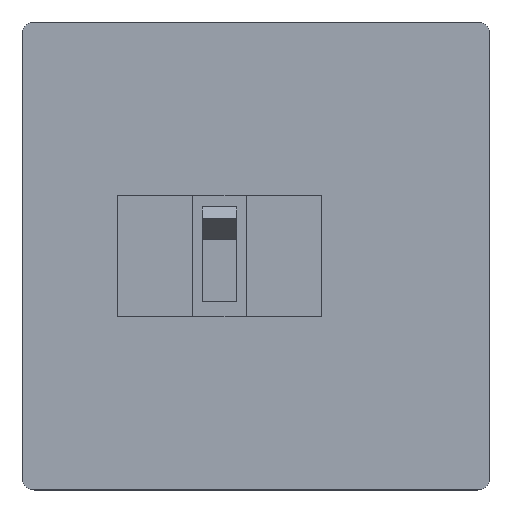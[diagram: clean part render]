
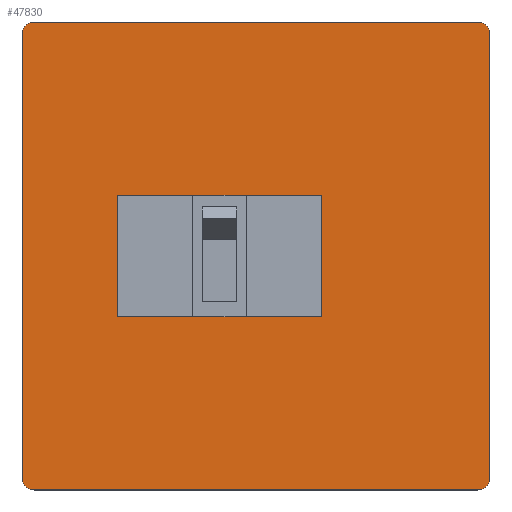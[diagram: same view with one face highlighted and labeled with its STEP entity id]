
A CAD part, top view. The second image highlights one B-rep face of the part: STEP entity #47830.
In plain terms, the highlighted planar face has unit normal (0, 0, 1).
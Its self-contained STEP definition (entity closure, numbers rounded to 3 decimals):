
#46740=CARTESIAN_POINT('',(122.,96.,
-22.));
#46750=DIRECTION('',(0.,0.,1.));
#46760=DIRECTION('',(0.,1.,0.));
#46770=AXIS2_PLACEMENT_3D('',#46740,#46750,#46760);
#46780=PLANE('',#46770);
#46790=CARTESIAN_POINT('',(88.,0.,-22.));
#46800=DIRECTION('',(0.,1.,0.));
#46810=VECTOR('',#46800,1.);
#46820=LINE('',#46790,#46810);
#46830=CARTESIAN_POINT('',(88.,-25.,
-22.));
#46840=VERTEX_POINT('',#46830);
#46850=CARTESIAN_POINT('',(88.,25.,
-22.));
#46860=VERTEX_POINT('',#46850);
#46870=EDGE_CURVE('',#46840,#46860,#46820,.T.);
#46880=ORIENTED_EDGE('',*,*,#46870,.F.);
#46890=CARTESIAN_POINT('',(0.,25.,-22.));
#46900=DIRECTION('',(-1.,0.,0.));
#46910=VECTOR('',#46900,1.);
#46920=LINE('',#46890,#46910);
#46930=CARTESIAN_POINT('',(4.,25.,
-22.));
#46940=VERTEX_POINT('',#46930);
#46950=EDGE_CURVE('',#46860,#46940,#46920,.T.);
#46960=ORIENTED_EDGE('',*,*,#46950,.F.);
#46970=CARTESIAN_POINT('',(4.,0.,-22.));
#46980=DIRECTION('',(0.,1.,0.));
#46990=VECTOR('',#46980,1.);
#47000=LINE('',#46970,#46990);
#47010=CARTESIAN_POINT('',(4.,-25.,
-22.));
#47020=VERTEX_POINT('',#47010);
#47030=EDGE_CURVE('',#47020,#46940,#47000,.T.);
#47040=ORIENTED_EDGE('',*,*,#47030,.T.);
#47050=CARTESIAN_POINT('',(0.,-25.,-22.));
#47060=DIRECTION('',(1.,0.,0.));
#47070=VECTOR('',#47060,1.);
#47080=LINE('',#47050,#47070);
#47090=EDGE_CURVE('',#47020,#46840,#47080,.T.);
#47100=ORIENTED_EDGE('',*,*,#47090,.F.);
#47110=EDGE_LOOP('',(#47100,#47040,#46960,#46880));
#47120=FACE_BOUND('',#47110,.T.);
#47130=CARTESIAN_POINT('',(152.,91.,
-22.));
#47140=DIRECTION('',(0.,0.,1.));
#47150=DIRECTION('',(1.,0.,0.));
#47160=AXIS2_PLACEMENT_3D('',#47130,#47140,#47150);
#47170=CIRCLE('',#47160,5.);
#47180=CARTESIAN_POINT('',(157.,91.,
-22.));
#47190=VERTEX_POINT('',#47180);
#47200=CARTESIAN_POINT('',(152.,96.,
-22.));
#47210=VERTEX_POINT('',#47200);
#47220=EDGE_CURVE('',#47190,#47210,#47170,.T.);
#47230=ORIENTED_EDGE('',*,*,#47220,.T.);
#47240=CARTESIAN_POINT('',(157.,96.,
-22.));
#47250=DIRECTION('',(0.,-1.,0.));
#47260=VECTOR('',#47250,1.);
#47270=LINE('',#47240,#47260);
#47280=CARTESIAN_POINT('',(157.,-91.,
-22.));
#47290=VERTEX_POINT('',#47280);
#47300=EDGE_CURVE('',#47190,#47290,#47270,.T.);
#47310=ORIENTED_EDGE('',*,*,#47300,.F.);
#47320=CARTESIAN_POINT('',(152.,-91.,
-22.));
#47330=DIRECTION('',(0.,0.,-1.));
#47340=DIRECTION('',(-1.,0.,0.));
#47350=AXIS2_PLACEMENT_3D('',#47320,#47330,#47340);
#47360=CIRCLE('',#47350,5.);
#47370=CARTESIAN_POINT('',(152.,-96.,
-22.));
#47380=VERTEX_POINT('',#47370);
#47390=EDGE_CURVE('',#47290,#47380,#47360,.T.);
#47400=ORIENTED_EDGE('',*,*,#47390,.F.);
#47410=CARTESIAN_POINT('',(122.,-96.,
-22.));
#47420=DIRECTION('',(1.,0.,0.));
#47430=VECTOR('',#47420,1.);
#47440=LINE('',#47410,#47430);
#47450=CARTESIAN_POINT('',(-30.,-96.,
-22.));
#47460=VERTEX_POINT('',#47450);
#47470=EDGE_CURVE('',#47460,#47380,#47440,.T.);
#47480=ORIENTED_EDGE('',*,*,#47470,.T.);
#47490=CARTESIAN_POINT('',(-30.,-91.,
-22.));
#47500=DIRECTION('',(0.,0.,-1.));
#47510=DIRECTION('',(-1.,0.,0.));
#47520=AXIS2_PLACEMENT_3D('',#47490,#47500,#47510);
#47530=CIRCLE('',#47520,5.);
#47540=CARTESIAN_POINT('',(-35.,-91.,
-22.));
#47550=VERTEX_POINT('',#47540);
#47560=EDGE_CURVE('',#47460,#47550,#47530,.T.);
#47570=ORIENTED_EDGE('',*,*,#47560,.F.);
#47580=CARTESIAN_POINT('',(-35.,0.,-22.));
#47590=DIRECTION('',(0.,1.,0.));
#47600=VECTOR('',#47590,1.);
#47610=LINE('',#47580,#47600);
#47620=CARTESIAN_POINT('',(-35.,91.,
-22.));
#47630=VERTEX_POINT('',#47620);
#47640=EDGE_CURVE('',#47550,#47630,#47610,.T.);
#47650=ORIENTED_EDGE('',*,*,#47640,.F.);
#47660=CARTESIAN_POINT('',(-30.,91.,
-22.));
#47670=DIRECTION('',(0.,0.,1.));
#47680=DIRECTION('',(1.,0.,0.));
#47690=AXIS2_PLACEMENT_3D('',#47660,#47670,#47680);
#47700=CIRCLE('',#47690,5.);
#47710=CARTESIAN_POINT('',(-30.,96.,
-22.));
#47720=VERTEX_POINT('',#47710);
#47730=EDGE_CURVE('',#47720,#47630,#47700,.T.);
#47740=ORIENTED_EDGE('',*,*,#47730,.T.);
#47750=CARTESIAN_POINT('',(122.,96.,
-22.));
#47760=DIRECTION('',(1.,0.,0.));
#47770=VECTOR('',#47760,1.);
#47780=LINE('',#47750,#47770);
#47790=EDGE_CURVE('',#47720,#47210,#47780,.T.);
#47800=ORIENTED_EDGE('',*,*,#47790,.F.);
#47810=EDGE_LOOP('',(#47800,#47740,#47650,#47570,#47480,#47400,#47310,
#47230));
#47820=FACE_OUTER_BOUND('',#47810,.T.);
#47830=ADVANCED_FACE('',(#47120,#47820),#46780,.T.);
